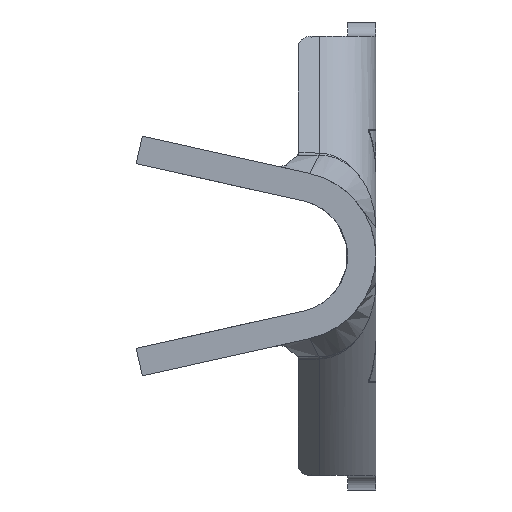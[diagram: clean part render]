
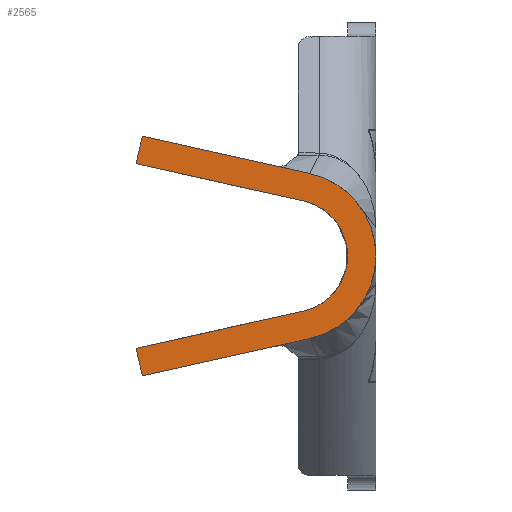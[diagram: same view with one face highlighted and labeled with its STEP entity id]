
A CAD part, left-side view. The second image highlights one B-rep face of the part: STEP entity #2565.
In plain terms, the highlighted planar face has unit normal (-1, 0, 0).
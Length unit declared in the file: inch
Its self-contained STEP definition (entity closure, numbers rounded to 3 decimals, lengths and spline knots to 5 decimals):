
#71 = CARTESIAN_POINT ( 'NONE',  ( -0.439, 0.17, -0.06548 ) ) ;
#82 = EDGE_CURVE ( 'NONE', #2804, #5942, #2139, .T. ) ;
#145 = VERTEX_POINT ( 'NONE', #6251 ) ;
#220 = EDGE_LOOP ( 'NONE', ( #3758, #811, #2151, #4609, #1474, #7106, #5452, #2141 ) ) ;
#265 = CARTESIAN_POINT ( 'NONE',  ( -0.439, 0.0513, 0.03904 ) ) ;
#666 = DIRECTION ( 'NONE',  ( 0., 0., -1. ) ) ;
#737 = CARTESIAN_POINT ( 'NONE',  ( -0.439, 0.06, 0. ) ) ;
#811 = ORIENTED_EDGE ( 'NONE', *, *, #6780, .F. ) ;
#886 = CARTESIAN_POINT ( 'NONE',  ( -0.439, 0.04696, -0.05857 ) ) ;
#892 = CARTESIAN_POINT ( 'NONE',  ( -0.439, 0.17, 0.06548 ) ) ;
#1128 = CARTESIAN_POINT ( 'NONE',  ( -0.439, 0.17, 0.06548 ) ) ;
#1221 = CARTESIAN_POINT ( 'NONE',  ( -0.439, 0.0513, -0.03904 ) ) ;
#1340 = DIRECTION ( 'NONE',  ( 0., 0., -1. ) ) ;
#1420 = VECTOR ( 'NONE', #5764, 39.37008 ) ;
#1474 = ORIENTED_EDGE ( 'NONE', *, *, #4779, .F. ) ;
#1536 = VERTEX_POINT ( 'NONE', #1128 ) ;
#1553 = VERTEX_POINT ( 'NONE', #1221 ) ;
#1586 = VERTEX_POINT ( 'NONE', #265 ) ;
#1649 = CARTESIAN_POINT ( 'NONE',  ( -0.439, 0.17, -0.06548 ) ) ;
#1760 = LINE ( 'NONE', #892, #6250 ) ;
#2139 = LINE ( 'NONE', #886, #3737 ) ;
#2141 = ORIENTED_EDGE ( 'NONE', *, *, #82, .F. ) ;
#2151 = ORIENTED_EDGE ( 'NONE', *, *, #6874, .F. ) ;
#2515 = DIRECTION ( 'NONE',  ( 0., -0.976, 0.217 ) ) ;
#2518 = DIRECTION ( 'NONE',  ( 0., 0.976, -0.217 ) ) ;
#2532 = EDGE_CURVE ( 'NONE', #1586, #1536, #3720, .T. ) ;
#2565 = ADVANCED_FACE ( 'NONE', ( #4929 ), #3600, .F. ) ;
#2745 = LINE ( 'NONE', #1649, #1420 ) ;
#2804 = VERTEX_POINT ( 'NONE', #3795 ) ;
#2945 = CARTESIAN_POINT ( 'NONE',  ( -0.439, 0.0513, 0.03904 ) ) ;
#2994 = CARTESIAN_POINT ( 'NONE',  ( -0.439, 0.04696, 0.05857 ) ) ;
#3129 = DIRECTION ( 'NONE',  ( 0., -0.976, -0.217 ) ) ;
#3130 = AXIS2_PLACEMENT_3D ( 'NONE', #737, #4860, #1340 ) ;
#3141 = VECTOR ( 'NONE', #2515, 39.37008 ) ;
#3348 = DIRECTION ( 'NONE',  ( -1., 0., 0. ) ) ;
#3569 = DIRECTION ( 'NONE',  ( 0., 0.976, 0.217 ) ) ;
#3600 = PLANE ( 'NONE',  #6106 ) ;
#3711 = VECTOR ( 'NONE', #3129, 39.37008 ) ;
#3720 = LINE ( 'NONE', #2945, #6589 ) ;
#3737 = VECTOR ( 'NONE', #2518, 39.37008 ) ;
#3758 = ORIENTED_EDGE ( 'NONE', *, *, #4018, .F. ) ;
#3795 = CARTESIAN_POINT ( 'NONE',  ( -0.439, 0.04696, -0.05857 ) ) ;
#4018 = EDGE_CURVE ( 'NONE', #145, #2804, #5916, .T. ) ;
#4078 = LINE ( 'NONE', #2994, #3711 ) ;
#4191 = DIRECTION ( 'NONE',  ( 1., 0., 0. ) ) ;
#4430 = CARTESIAN_POINT ( 'NONE',  ( -0.439, 0.16565, 0.085 ) ) ;
#4609 = ORIENTED_EDGE ( 'NONE', *, *, #2532, .F. ) ;
#4779 = EDGE_CURVE ( 'NONE', #1553, #1586, #5547, .T. ) ;
#4860 = DIRECTION ( 'NONE',  ( 1., 0., 0. ) ) ;
#4924 = LINE ( 'NONE', #6069, #3141 ) ;
#4929 = FACE_OUTER_BOUND ( 'NONE', #220, .T. ) ;
#5239 = VERTEX_POINT ( 'NONE', #71 ) ;
#5452 = ORIENTED_EDGE ( 'NONE', *, *, #6949, .F. ) ;
#5547 = CIRCLE ( 'NONE', #7387, 0.04 ) ;
#5764 = DIRECTION ( 'NONE',  ( 0., 0.217, 0.976 ) ) ;
#5916 = CIRCLE ( 'NONE', #3130, 0.06 ) ;
#5942 = VERTEX_POINT ( 'NONE', #7132 ) ;
#5956 = VERTEX_POINT ( 'NONE', #4430 ) ;
#6069 = CARTESIAN_POINT ( 'NONE',  ( -0.439, 0.0513, -0.03904 ) ) ;
#6106 = AXIS2_PLACEMENT_3D ( 'NONE', #6984, #4191, #666 ) ;
#6250 = VECTOR ( 'NONE', #7200, 39.37008 ) ;
#6251 = CARTESIAN_POINT ( 'NONE',  ( -0.439, 0.04696, 0.05857 ) ) ;
#6345 = EDGE_CURVE ( 'NONE', #5239, #1553, #4924, .T. ) ;
#6589 = VECTOR ( 'NONE', #3569, 39.37008 ) ;
#6778 = CARTESIAN_POINT ( 'NONE',  ( -0.439, 0.06, 0. ) ) ;
#6780 = EDGE_CURVE ( 'NONE', #5956, #145, #4078, .T. ) ;
#6874 = EDGE_CURVE ( 'NONE', #1536, #5956, #1760, .T. ) ;
#6949 = EDGE_CURVE ( 'NONE', #5942, #5239, #2745, .T. ) ;
#6984 = CARTESIAN_POINT ( 'NONE',  ( -0.439, 0.06, 0. ) ) ;
#7106 = ORIENTED_EDGE ( 'NONE', *, *, #6345, .F. ) ;
#7132 = CARTESIAN_POINT ( 'NONE',  ( -0.439, 0.16565, -0.085 ) ) ;
#7200 = DIRECTION ( 'NONE',  ( 0., -0.217, 0.976 ) ) ;
#7299 = DIRECTION ( 'NONE',  ( 0., 0., -1. ) ) ;
#7387 = AXIS2_PLACEMENT_3D ( 'NONE', #6778, #3348, #7299 ) ;
